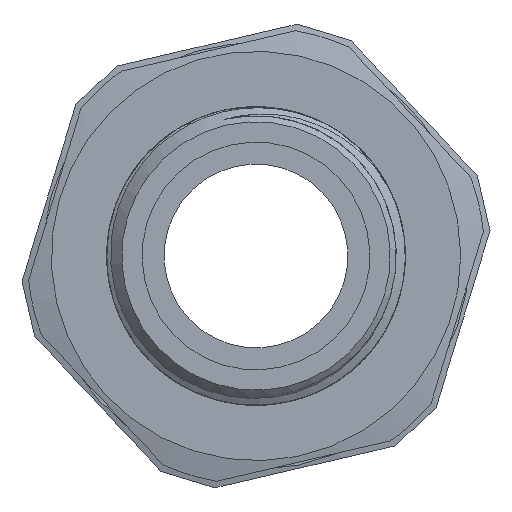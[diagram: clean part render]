
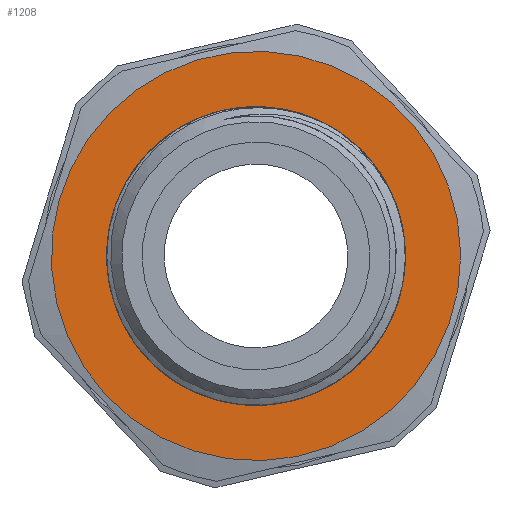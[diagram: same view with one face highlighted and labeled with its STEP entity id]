
A CAD part, left-side view. The second image highlights one B-rep face of the part: STEP entity #1208.
In plain terms, the highlighted planar face has unit normal (-1, 0, 0).
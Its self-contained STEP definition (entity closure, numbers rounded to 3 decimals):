
#153=PLANE('',#1382);
#227=FACE_BOUND('',#439,.T.);
#324=FACE_OUTER_BOUND('',#438,.T.);
#438=EDGE_LOOP('',(#1011));
#439=EDGE_LOOP('',(#1012));
#526=CIRCLE('',#1383,17.02);
#527=CIRCLE('',#1384,11.659);
#630=VERTEX_POINT('',#5203);
#631=VERTEX_POINT('',#5205);
#768=EDGE_CURVE('',#630,#630,#526,.T.);
#769=EDGE_CURVE('',#631,#631,#527,.T.);
#1011=ORIENTED_EDGE('',*,*,#768,.F.);
#1012=ORIENTED_EDGE('',*,*,#769,.T.);
#1208=ADVANCED_FACE('',(#324,#227),#153,.T.);
#1382=AXIS2_PLACEMENT_3D('',#5202,#1638,#1639);
#1383=AXIS2_PLACEMENT_3D('',#5204,#1640,#1641);
#1384=AXIS2_PLACEMENT_3D('',#5206,#1642,#1643);
#1638=DIRECTION('center_axis',(-1.,0.,0.));
#1639=DIRECTION('ref_axis',(0.,0.,1.));
#1640=DIRECTION('center_axis',(1.,0.,0.));
#1641=DIRECTION('ref_axis',(0.,-1.,0.));
#1642=DIRECTION('center_axis',(1.,0.,0.));
#1643=DIRECTION('ref_axis',(0.,0.,-1.));
#5202=CARTESIAN_POINT('Origin',(-25.82,19.02,0.));
#5203=CARTESIAN_POINT('',(-25.82,17.02,0.));
#5204=CARTESIAN_POINT('Origin',(-25.82,0.,0.));
#5205=CARTESIAN_POINT('',(-25.82,11.659,0.));
#5206=CARTESIAN_POINT('Origin',(-25.82,0.,0.));
